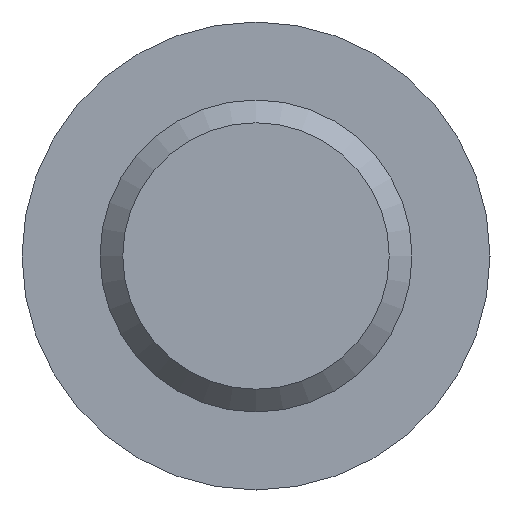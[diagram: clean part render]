
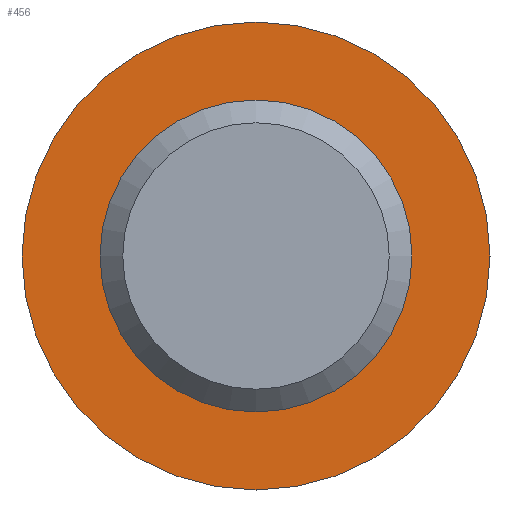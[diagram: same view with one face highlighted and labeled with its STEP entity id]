
A CAD part, front view. The second image highlights one B-rep face of the part: STEP entity #456.
In plain terms, the highlighted planar face has unit normal (0, -1, 0).
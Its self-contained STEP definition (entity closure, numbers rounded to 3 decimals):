
#28 = EDGE_CURVE ( 'NONE', #191, #191, #41, .T. ) ;
#29 = FACE_BOUND ( 'NONE', #166, .T. ) ;
#41 = CIRCLE ( 'NONE', #106, 9. ) ;
#70 = ORIENTED_EDGE ( 'NONE', *, *, #146, .F. ) ;
#106 = AXIS2_PLACEMENT_3D ( 'NONE', #211, #337, #501 ) ;
#108 = DIRECTION ( 'NONE',  ( 0., 0., -1. ) ) ;
#133 = AXIS2_PLACEMENT_3D ( 'NONE', #159, #321, #405 ) ;
#146 = EDGE_CURVE ( 'NONE', #207, #207, #389, .T. ) ;
#159 = CARTESIAN_POINT ( 'NONE',  ( -6., 100., 0. ) ) ;
#166 = EDGE_LOOP ( 'NONE', ( #70 ) ) ;
#191 = VERTEX_POINT ( 'NONE', #358 ) ;
#201 = FACE_OUTER_BOUND ( 'NONE', #485, .T. ) ;
#207 = VERTEX_POINT ( 'NONE', #289 ) ;
#211 = CARTESIAN_POINT ( 'NONE',  ( 0., 100., 0. ) ) ;
#230 = DIRECTION ( 'NONE',  ( 0., -1., 0. ) ) ;
#289 = CARTESIAN_POINT ( 'NONE',  ( 0., 100., -6. ) ) ;
#321 = DIRECTION ( 'NONE',  ( 0., 1., 0. ) ) ;
#337 = DIRECTION ( 'NONE',  ( 0., -1., 0. ) ) ;
#354 = CARTESIAN_POINT ( 'NONE',  ( 0., 100., 0. ) ) ;
#358 = CARTESIAN_POINT ( 'NONE',  ( 0., 100., -9. ) ) ;
#389 = CIRCLE ( 'NONE', #508, 6. ) ;
#398 = ORIENTED_EDGE ( 'NONE', *, *, #28, .T. ) ;
#405 = DIRECTION ( 'NONE',  ( 0., 0., 1. ) ) ;
#444 = PLANE ( 'NONE',  #133 ) ;
#456 = ADVANCED_FACE ( 'NONE', ( #29, #201 ), #444, .F. ) ;
#485 = EDGE_LOOP ( 'NONE', ( #398 ) ) ;
#501 = DIRECTION ( 'NONE',  ( 0., 0., -1. ) ) ;
#508 = AXIS2_PLACEMENT_3D ( 'NONE', #354, #230, #108 ) ;
